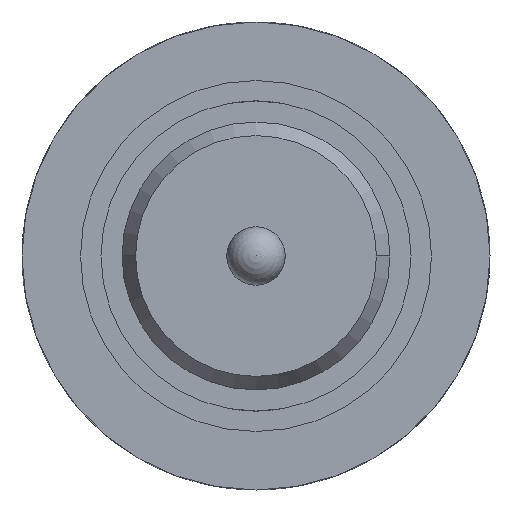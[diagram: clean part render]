
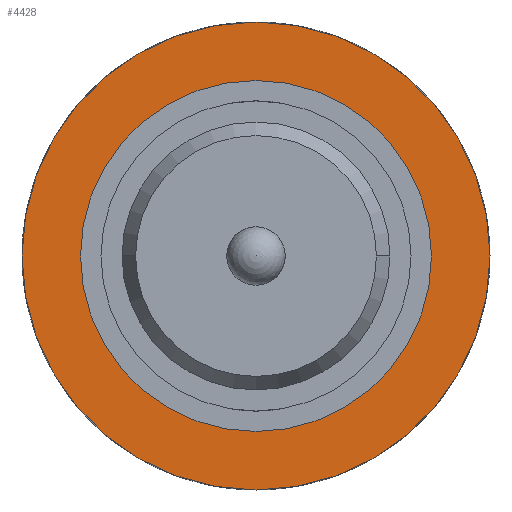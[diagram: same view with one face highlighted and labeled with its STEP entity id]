
A CAD part, front view. The second image highlights one B-rep face of the part: STEP entity #4428.
In plain terms, the highlighted planar face has unit normal (0, -1, 0).
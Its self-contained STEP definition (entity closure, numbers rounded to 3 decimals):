
#57 = EDGE_LOOP ( 'NONE', ( #1430, #4238 ) ) ;
#357 = CARTESIAN_POINT ( 'NONE',  ( 0., 5.2, 2. ) ) ;
#523 = EDGE_CURVE ( 'Defeature ausgef�hrt1_56+Defeature ausgef�hrt1_55+Defeature ausgef�hrt1_55+Defeature ausgef�hrt1_55', #1422, #4140, #1674, .T. ) ;
#566 = CIRCLE ( 'NONE', #1080, 2. ) ;
#691 = CIRCLE ( 'NONE', #2655, 2. ) ;
#941 = CARTESIAN_POINT ( 'NONE',  ( 0., 5.2, 0. ) ) ;
#1080 = AXIS2_PLACEMENT_3D ( 'NONE', #941, #5230, #5769 ) ;
#1192 = ORIENTED_EDGE ( 'NONE', *, *, #523, .T. ) ;
#1264 = DIRECTION ( 'NONE',  ( 0., 0., -1. ) ) ;
#1332 = CARTESIAN_POINT ( 'NONE',  ( 0., 5.2, 0. ) ) ;
#1422 = VERTEX_POINT ( 'NONE', #3575 ) ;
#1430 = ORIENTED_EDGE ( 'NONE', *, *, #5061, .F. ) ;
#1501 = CARTESIAN_POINT ( 'NONE',  ( 0., 5.2, 0. ) ) ;
#1674 = CIRCLE ( 'NONE', #2732, 0.9 ) ;
#2032 = EDGE_CURVE ( 'Defeature ausgef�hrt1_56+Defeature ausgef�hrt1_55+Defeature ausgef�hrt1_55+Defeature ausgef�hrt1_55', #4140, #1422, #5520, .T. ) ;
#2410 = AXIS2_PLACEMENT_3D ( 'NONE', #5937, #3261, #3289 ) ;
#2559 = DIRECTION ( 'NONE',  ( 0., 0., -1. ) ) ;
#2623 = CARTESIAN_POINT ( 'NONE',  ( 0., 5.2, -2. ) ) ;
#2655 = AXIS2_PLACEMENT_3D ( 'NONE', #1501, #3098, #2559 ) ;
#2732 = AXIS2_PLACEMENT_3D ( 'NONE', #1332, #4470, #1264 ) ;
#2803 = CARTESIAN_POINT ( 'NONE',  ( 0., 5.2, 0.9 ) ) ;
#2887 = ORIENTED_EDGE ( 'NONE', *, *, #2032, .T. ) ;
#2921 = DIRECTION ( 'NONE',  ( 0., 0., -1. ) ) ;
#3098 = DIRECTION ( 'NONE',  ( 0., 1., 0. ) ) ;
#3261 = DIRECTION ( 'NONE',  ( 0., 1., 0. ) ) ;
#3289 = DIRECTION ( 'NONE',  ( 0., 0., -1. ) ) ;
#3575 = CARTESIAN_POINT ( 'NONE',  ( 0., 5.2, -0.9 ) ) ;
#4140 = VERTEX_POINT ( 'NONE', #2803 ) ;
#4238 = ORIENTED_EDGE ( 'NONE', *, *, #6873, .F. ) ;
#4428 = ADVANCED_FACE ( 'Defeature ausgef�hrt1_56', ( #6679, #4936 ), #5511, .F. ) ;
#4470 = DIRECTION ( 'NONE',  ( 0., 1., 0. ) ) ;
#4936 = FACE_BOUND ( 'NONE', #5705, .T. ) ;
#5061 = EDGE_CURVE ( 'Defeature ausgef�hrt1_57+Defeature ausgef�hrt1_56+Defeature ausgef�hrt1_56+Defeature ausgef�hrt1_56', #5707, #6502, #691, .T. ) ;
#5230 = DIRECTION ( 'NONE',  ( 0., 1., 0. ) ) ;
#5511 = PLANE ( 'NONE',  #6816 ) ;
#5520 = CIRCLE ( 'NONE', #2410, 0.9 ) ;
#5705 = EDGE_LOOP ( 'NONE', ( #1192, #2887 ) ) ;
#5707 = VERTEX_POINT ( 'NONE', #2623 ) ;
#5769 = DIRECTION ( 'NONE',  ( 0., 0., -1. ) ) ;
#5937 = CARTESIAN_POINT ( 'NONE',  ( 0., 5.2, 0. ) ) ;
#6074 = DIRECTION ( 'NONE',  ( 0., 1., 0. ) ) ;
#6121 = CARTESIAN_POINT ( 'NONE',  ( -2., 5.2, 0. ) ) ;
#6502 = VERTEX_POINT ( 'NONE', #357 ) ;
#6679 = FACE_OUTER_BOUND ( 'NONE', #57, .T. ) ;
#6816 = AXIS2_PLACEMENT_3D ( 'NONE', #6121, #6074, #2921 ) ;
#6873 = EDGE_CURVE ( 'Defeature ausgef�hrt1_57+Defeature ausgef�hrt1_56+Defeature ausgef�hrt1_56+Defeature ausgef�hrt1_56', #6502, #5707, #566, .T. ) ;
